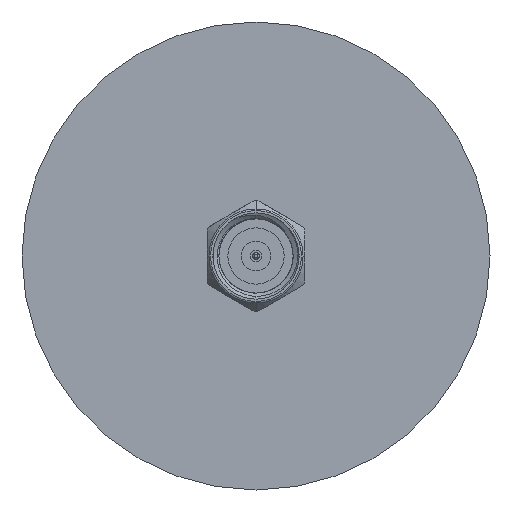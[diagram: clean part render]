
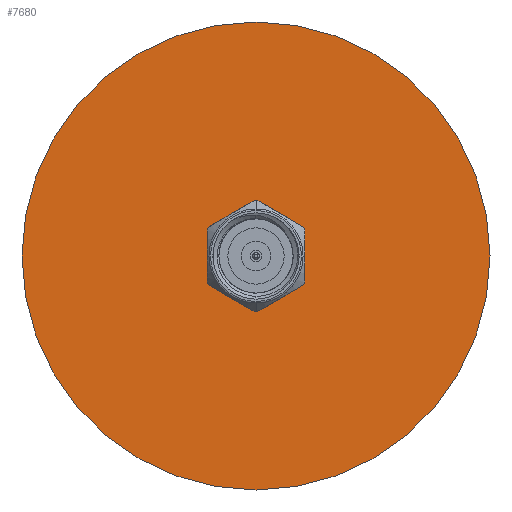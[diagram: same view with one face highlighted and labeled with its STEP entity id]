
A CAD part, left-side view. The second image highlights one B-rep face of the part: STEP entity #7680.
In plain terms, the highlighted planar face has unit normal (-1, 0, 0).
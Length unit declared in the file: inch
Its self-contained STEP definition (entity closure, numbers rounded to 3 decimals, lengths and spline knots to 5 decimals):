
#12 = VERTEX_POINT ( 'NONE', #5519 ) ;
#16 = CARTESIAN_POINT ( 'NONE',  ( 0.33677, 0., -0.13532 ) ) ;
#243 = VERTEX_POINT ( 'NONE', #5888 ) ;
#479 = ORIENTED_EDGE ( 'NONE', *, *, #2742, .F. ) ;
#638 = DIRECTION ( 'NONE',  ( 0., 0., 1. ) ) ;
#681 = ORIENTED_EDGE ( 'NONE', *, *, #7432, .F. ) ;
#701 = EDGE_CURVE ( 'NONE', #243, #783, #5012, .T. ) ;
#722 = CARTESIAN_POINT ( 'NONE',  ( 0.33677, 0., -0.74803 ) ) ;
#783 = VERTEX_POINT ( 'NONE', #16 ) ;
#1132 = VERTEX_POINT ( 'NONE', #722 ) ;
#1333 = AXIS2_PLACEMENT_3D ( 'NONE', #7442, #5500, #638 ) ;
#1528 = DIRECTION ( 'NONE',  ( 0., 0., -1. ) ) ;
#1532 = AXIS2_PLACEMENT_3D ( 'NONE', #7878, #5446, #7156 ) ;
#1798 = AXIS2_PLACEMENT_3D ( 'NONE', #3951, #6410, #1528 ) ;
#1904 = CARTESIAN_POINT ( 'NONE',  ( 0.33677, 0., 0. ) ) ;
#2145 = DIRECTION ( 'NONE',  ( -1., 0., 0. ) ) ;
#2358 = EDGE_LOOP ( 'NONE', ( #479, #681 ) ) ;
#2490 = EDGE_LOOP ( 'NONE', ( #6972, #3484 ) ) ;
#2742 = EDGE_CURVE ( 'NONE', #1132, #12, #5799, .T. ) ;
#2754 = FACE_BOUND ( 'NONE', #2490, .T. ) ;
#3145 = AXIS2_PLACEMENT_3D ( 'NONE', #1904, #4892, #4292 ) ;
#3484 = ORIENTED_EDGE ( 'NONE', *, *, #7377, .T. ) ;
#3795 = CIRCLE ( 'NONE', #1333, 0.13532 ) ;
#3951 = CARTESIAN_POINT ( 'NONE',  ( 0.33677, 0., 0. ) ) ;
#4292 = DIRECTION ( 'NONE',  ( 0., 0., -1. ) ) ;
#4892 = DIRECTION ( 'NONE',  ( 1., 0., 0. ) ) ;
#5012 = CIRCLE ( 'NONE', #1532, 0.13532 ) ;
#5090 = PLANE ( 'NONE',  #7839 ) ;
#5214 = FACE_OUTER_BOUND ( 'NONE', #2358, .T. ) ;
#5446 = DIRECTION ( 'NONE',  ( 1., 0., 0. ) ) ;
#5500 = DIRECTION ( 'NONE',  ( 1., 0., 0. ) ) ;
#5519 = CARTESIAN_POINT ( 'NONE',  ( 0.33677, 0., 0.74803 ) ) ;
#5799 = CIRCLE ( 'NONE', #1798, 0.74803 ) ;
#5888 = CARTESIAN_POINT ( 'NONE',  ( 0.33677, 0., 0.13532 ) ) ;
#6410 = DIRECTION ( 'NONE',  ( 1., 0., 0. ) ) ;
#6627 = CIRCLE ( 'NONE', #3145, 0.74803 ) ;
#6972 = ORIENTED_EDGE ( 'NONE', *, *, #701, .T. ) ;
#7156 = DIRECTION ( 'NONE',  ( 0., 0., 1. ) ) ;
#7377 = EDGE_CURVE ( 'NONE', #783, #243, #3795, .T. ) ;
#7432 = EDGE_CURVE ( 'NONE', #12, #1132, #6627, .T. ) ;
#7442 = CARTESIAN_POINT ( 'NONE',  ( 0.33677, 0., 0. ) ) ;
#7556 = DIRECTION ( 'NONE',  ( 0., 0., 1. ) ) ;
#7680 = ADVANCED_FACE ( 'NONE', ( #2754, #5214 ), #5090, .T. ) ;
#7684 = CARTESIAN_POINT ( 'NONE',  ( 0.33677, 0., 0. ) ) ;
#7839 = AXIS2_PLACEMENT_3D ( 'NONE', #7684, #2145, #7556 ) ;
#7878 = CARTESIAN_POINT ( 'NONE',  ( 0.33677, 0., 0. ) ) ;
